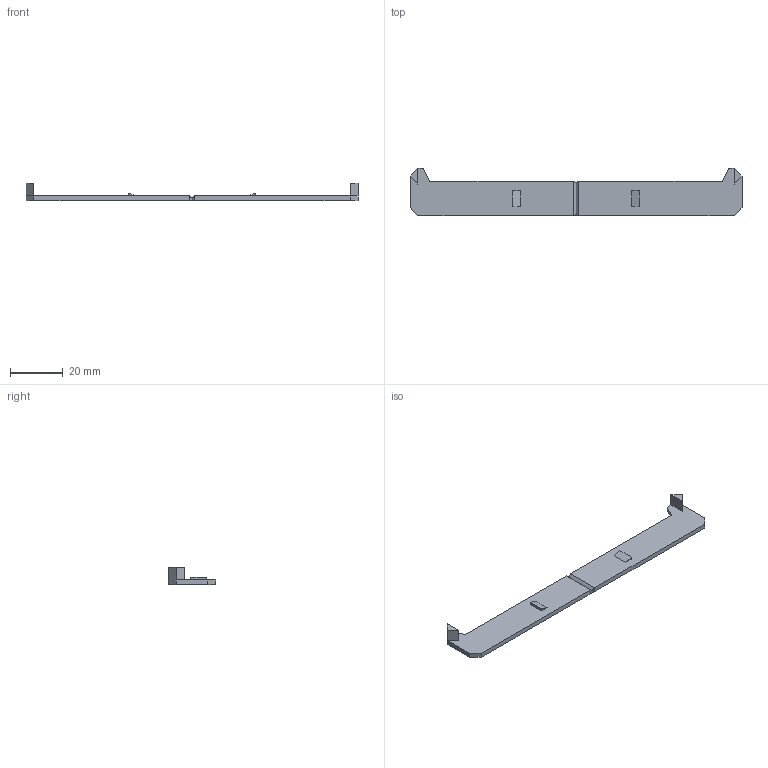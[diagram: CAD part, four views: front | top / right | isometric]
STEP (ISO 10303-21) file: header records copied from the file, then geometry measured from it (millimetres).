
FILE_DESCRIPTION (( 'STEP AP203' ), '1' );
FILE_NAME ('Pièce droit.STEP', '2021-04-17T17:55:14', ( '' ), ( '' ), 'SwSTEP 2.0', 'SolidWorks 2012', '' );
FILE_SCHEMA (( 'CONFIG_CONTROL_DESIGN' ));
Length unit declared in the file: millimetre
Products named in the file (1): Pièce droit
Bounding box: 125.6 x 18 x 6.5 mm (x, y, z)
Volume: 3107.9 mm3; surface area: 4052.5 mm2
Topology: 2 solids, 2 shells, 40 faces, 94 edges, 60 vertices
Faces by surface type: plane 36, cylinder 4
Entity records: 1193 total; most frequent: CARTESIAN_POINT 207, ORIENTED_EDGE 188, DIRECTION 176, EDGE_CURVE 94, LINE 86, VECTOR 86, VERTEX_POINT 60, AXIS2_PLACEMENT_3D 45
